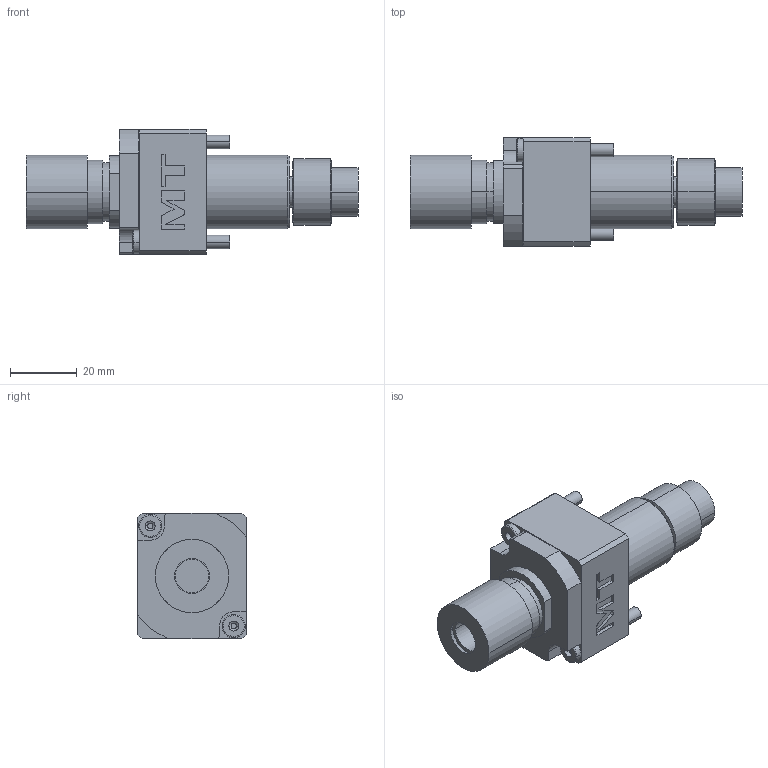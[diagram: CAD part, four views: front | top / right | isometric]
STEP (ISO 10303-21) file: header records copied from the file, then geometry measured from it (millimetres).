
FILE_DESCRIPTION((''),'2;1');
FILE_NAME('STR0020116_CONF','2025-01-21T15:22:37',('fpalella'),('M.T. srl'),'CREO PARAMETRIC BY PTC INC, 2023352','CREO PARAMETRIC BY PTC INC, 2023352','');
FILE_SCHEMA(('CONFIG_CONTROL_DESIGN'));
Length unit declared in the file: millimetre
Products named in the file (1): STR0020116_CONF
Bounding box: 99.5 x 32.5 x 37.5 mm (x, y, z)
Volume: 53980.6 mm3; surface area: 13147.3 mm2
Topology: 1 solids, 1 shells, 144 faces, 344 edges, 224 vertices
Faces by surface type: plane 80, cylinder 42, cone 14, torus 4, extrusion 4
Entity records: 4225 total; most frequent: CARTESIAN_POINT 747, DIRECTION 728, ORIENTED_EDGE 688, EDGE_CURVE 344, AXIS2_PLACEMENT_3D 248, VECTOR 232, LINE 228, VERTEX_POINT 224
